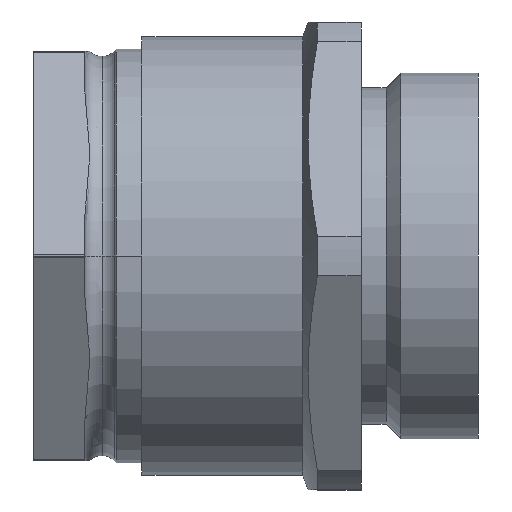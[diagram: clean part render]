
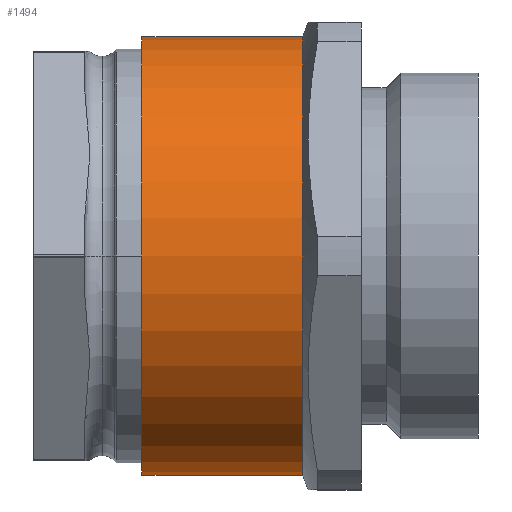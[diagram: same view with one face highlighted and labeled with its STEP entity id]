
A CAD part, front view. The second image highlights one B-rep face of the part: STEP entity #1494.
In plain terms, the highlighted cylindrical face has radius 15 mm (diameter 30 mm), a partial arc.
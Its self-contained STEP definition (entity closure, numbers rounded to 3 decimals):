
#31 = ORIENTED_EDGE ( 'NONE', *, *, #95, .F. ) ;
#39 = FACE_OUTER_BOUND ( 'NONE', #2283, .T. ) ;
#95 = EDGE_CURVE ( 'NONE', #2323, #1575, #2225, .T. ) ;
#168 = CIRCLE ( 'NONE', #1462, 15. ) ;
#315 = AXIS2_PLACEMENT_3D ( 'NONE', #1661, #403, #396 ) ;
#372 = CARTESIAN_POINT ( 'NONE',  ( -23., 0., 15. ) ) ;
#396 = DIRECTION ( 'NONE',  ( 0., 0., 1. ) ) ;
#403 = DIRECTION ( 'NONE',  ( -1., 0., 0. ) ) ;
#425 = CARTESIAN_POINT ( 'NONE',  ( -23., 0., 15. ) ) ;
#434 = VERTEX_POINT ( 'NONE', #2705 ) ;
#617 = DIRECTION ( 'NONE',  ( -1., 0., 0. ) ) ;
#618 = CARTESIAN_POINT ( 'NONE',  ( -12., 0., 15. ) ) ;
#739 = ORIENTED_EDGE ( 'NONE', *, *, #2078, .F. ) ;
#805 = VECTOR ( 'NONE', #849, 1000. ) ;
#825 = DIRECTION ( 'NONE',  ( 1., 0., 0. ) ) ;
#848 = AXIS2_PLACEMENT_3D ( 'NONE', #1919, #617, #1641 ) ;
#849 = DIRECTION ( 'NONE',  ( -1., 0., 0. ) ) ;
#879 = DIRECTION ( 'NONE',  ( -1., 0., 0. ) ) ;
#1031 = ORIENTED_EDGE ( 'NONE', *, *, #1387, .T. ) ;
#1089 = CYLINDRICAL_SURFACE ( 'NONE', #315, 15. ) ;
#1298 = EDGE_CURVE ( 'NONE', #434, #2323, #2193, .T. ) ;
#1300 = CARTESIAN_POINT ( 'NONE',  ( -23., 0., -15. ) ) ;
#1387 = EDGE_CURVE ( 'NONE', #2658, #1575, #1936, .T. ) ;
#1462 = AXIS2_PLACEMENT_3D ( 'NONE', #2093, #825, #2302 ) ;
#1494 = ADVANCED_FACE ( 'NONE', ( #39 ), #1089, .T. ) ;
#1535 = CARTESIAN_POINT ( 'NONE',  ( -23., 0., -15. ) ) ;
#1575 = VERTEX_POINT ( 'NONE', #372 ) ;
#1618 = ORIENTED_EDGE ( 'NONE', *, *, #1298, .F. ) ;
#1641 = DIRECTION ( 'NONE',  ( 0., 0., 1. ) ) ;
#1661 = CARTESIAN_POINT ( 'NONE',  ( -23., 0., 0. ) ) ;
#1919 = CARTESIAN_POINT ( 'NONE',  ( -23., 0., 0. ) ) ;
#1936 = LINE ( 'NONE', #425, #805 ) ;
#2078 = EDGE_CURVE ( 'NONE', #2658, #434, #168, .T. ) ;
#2093 = CARTESIAN_POINT ( 'NONE',  ( -12., 0., 0. ) ) ;
#2193 = LINE ( 'NONE', #1300, #2458 ) ;
#2225 = CIRCLE ( 'NONE', #848, 15. ) ;
#2283 = EDGE_LOOP ( 'NONE', ( #1618, #739, #1031, #31 ) ) ;
#2302 = DIRECTION ( 'NONE',  ( 0., 0., -1. ) ) ;
#2323 = VERTEX_POINT ( 'NONE', #1535 ) ;
#2458 = VECTOR ( 'NONE', #879, 1000. ) ;
#2658 = VERTEX_POINT ( 'NONE', #618 ) ;
#2705 = CARTESIAN_POINT ( 'NONE',  ( -12., 0., -15. ) ) ;
